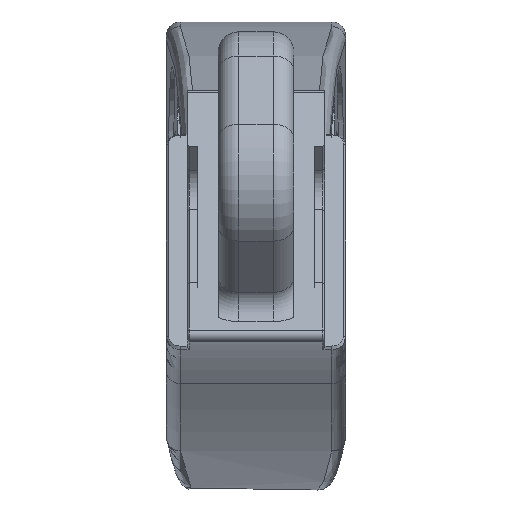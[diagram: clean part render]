
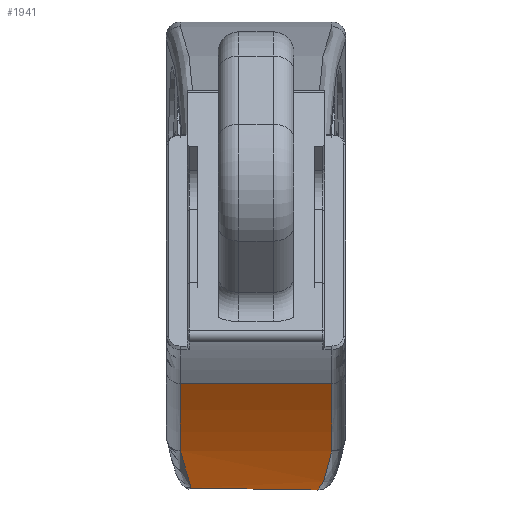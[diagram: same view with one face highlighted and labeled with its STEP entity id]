
A CAD part, left-side view. The second image highlights one B-rep face of the part: STEP entity #1941.
In plain terms, the highlighted cylindrical face has radius 365 mm (diameter 730 mm), a partial arc.
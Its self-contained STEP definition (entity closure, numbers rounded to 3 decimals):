
#92 = FACE_OUTER_BOUND ( 'NONE', #11363, .T. ) ;
#95 = CARTESIAN_POINT ( 'NONE',  ( 136.041, 21.92, -47.696 ) ) ;
#109 = CARTESIAN_POINT ( 'NONE',  ( 66.608, 24., -41.778 ) ) ;
#154 = CARTESIAN_POINT ( 'NONE',  ( 94.268, 22.978, -45.9 ) ) ;
#513 = ORIENTED_EDGE ( 'NONE', *, *, #2319, .T. ) ;
#718 = DIRECTION ( 'NONE',  ( 0., -1., 0. ) ) ;
#989 = VERTEX_POINT ( 'NONE', #12248 ) ;
#1075 = B_SPLINE_CURVE_WITH_KNOTS ( 'NONE', 3,
 ( #1991, #8703, #154, #7760, #95, #11419, #9641, #2049, #2927, #2869, #1104, #10523 ),
 .UNSPECIFIED., .F., .F.,
 ( 4, 2, 2, 2, 2, 4 ),
 ( 0., 0.042, 0.084, 0.105, 0.125, 0.167 ),
 .UNSPECIFIED. ) ;
#1104 = CARTESIAN_POINT ( 'NONE',  ( 219.045, 21.396, -36.911 ) ) ;
#1240 = LINE ( 'NONE', #7273, #12289 ) ;
#1400 = EDGE_CURVE ( 'NONE', #10681, #989, #2925, .T. ) ;
#1723 = AXIS2_PLACEMENT_3D ( 'NONE', #3868, #7638, #8637 ) ;
#1941 = ADVANCED_FACE ( 'NONE', ( #92 ), #5748, .T. ) ;
#1991 = CARTESIAN_POINT ( 'NONE',  ( 66.608, 24., -41.778 ) ) ;
#2049 = CARTESIAN_POINT ( 'NONE',  ( 177.91, 21.415, -44.477 ) ) ;
#2239 = CARTESIAN_POINT ( 'NONE',  ( 130.787, 24., 317.536 ) ) ;
#2310 = ORIENTED_EDGE ( 'NONE', *, *, #4690, .T. ) ;
#2319 = EDGE_CURVE ( 'NONE', #6673, #10681, #8919, .T. ) ;
#2411 = CARTESIAN_POINT ( 'NONE',  ( 177.944, 4.606, -44.674 ) ) ;
#2869 = CARTESIAN_POINT ( 'NONE',  ( 205.433, 21.338, -40.022 ) ) ;
#2925 = CIRCLE ( 'NONE', #10540, 365. ) ;
#2927 = CARTESIAN_POINT ( 'NONE',  ( 184.816, 21.38, -43.511 ) ) ;
#3282 = CARTESIAN_POINT ( 'NONE',  ( 205.433, 4.662, -40.022 ) ) ;
#3817 = DIRECTION ( 'NONE',  ( 0., 0., 1. ) ) ;
#3868 = CARTESIAN_POINT ( 'NONE',  ( 130.787, -2., 317.536 ) ) ;
#3961 = ORIENTED_EDGE ( 'NONE', *, *, #1400, .T. ) ;
#4098 = CARTESIAN_POINT ( 'NONE',  ( 219.045, 4.604, -36.911 ) ) ;
#4288 = VERTEX_POINT ( 'NONE', #5387 ) ;
#4345 = CARTESIAN_POINT ( 'NONE',  ( 136.043, 4.08, -47.696 ) ) ;
#4362 = AXIS2_PLACEMENT_3D ( 'NONE', #2239, #718, #8322 ) ;
#4690 = EDGE_CURVE ( 'NONE', #989, #4288, #7438, .T. ) ;
#4725 = CARTESIAN_POINT ( 'NONE',  ( 66.608, 2., -41.778 ) ) ;
#4963 = CIRCLE ( 'NONE', #4362, 365. ) ;
#5166 = CARTESIAN_POINT ( 'NONE',  ( 94.268, 3.022, -45.9 ) ) ;
#5387 = CARTESIAN_POINT ( 'NONE',  ( 25.726, 24., -32.017 ) ) ;
#5430 = ORIENTED_EDGE ( 'NONE', *, *, #9247, .T. ) ;
#5626 = CARTESIAN_POINT ( 'NONE',  ( 232.521, 4.464, -33. ) ) ;
#5748 = CYLINDRICAL_SURFACE ( 'NONE', #1723, 365. ) ;
#6516 = DIRECTION ( 'NONE',  ( 0., 1., 0. ) ) ;
#6673 = VERTEX_POINT ( 'NONE', #5626 ) ;
#6982 = VECTOR ( 'NONE', #10024, 1000. ) ;
#6988 = CARTESIAN_POINT ( 'NONE',  ( 122.084, 3.785, -47.627 ) ) ;
#7177 = CARTESIAN_POINT ( 'NONE',  ( 164.067, 4.492, -46.215 ) ) ;
#7273 = CARTESIAN_POINT ( 'NONE',  ( 232.521, -2., -33. ) ) ;
#7438 = LINE ( 'NONE', #11274, #6982 ) ;
#7638 = DIRECTION ( 'NONE',  ( 0., 1., 0. ) ) ;
#7760 = CARTESIAN_POINT ( 'NONE',  ( 122.082, 22.215, -47.627 ) ) ;
#7927 = CARTESIAN_POINT ( 'NONE',  ( 66.608, 2., -41.778 ) ) ;
#8047 = VERTEX_POINT ( 'NONE', #8685 ) ;
#8322 = DIRECTION ( 'NONE',  ( 0., 0., 1. ) ) ;
#8637 = DIRECTION ( 'NONE',  ( 0., 0., 1. ) ) ;
#8685 = CARTESIAN_POINT ( 'NONE',  ( 232.521, 21.536, -33. ) ) ;
#8703 = CARTESIAN_POINT ( 'NONE',  ( 80.412, 23.446, -44.243 ) ) ;
#8919 = B_SPLINE_CURVE_WITH_KNOTS ( 'NONE', 3,
 ( #11892, #4098, #3282, #2411, #7177, #4345, #6988, #5166, #12020, #7927 ),
 .UNSPECIFIED., .F., .F.,
 ( 4, 2, 2, 2, 4 ),
 ( 0., 0.042, 0.084, 0.125, 0.167 ),
 .UNSPECIFIED. ) ;
#9042 = EDGE_CURVE ( 'NONE', #9798, #8047, #1075, .T. ) ;
#9149 = ORIENTED_EDGE ( 'NONE', *, *, #9042, .T. ) ;
#9247 = EDGE_CURVE ( 'NONE', #4288, #9798, #4963, .T. ) ;
#9641 = CARTESIAN_POINT ( 'NONE',  ( 164.031, 21.531, -46.014 ) ) ;
#9798 = VERTEX_POINT ( 'NONE', #109 ) ;
#10024 = DIRECTION ( 'NONE',  ( 0., 1., 0. ) ) ;
#10523 = CARTESIAN_POINT ( 'NONE',  ( 232.521, 21.536, -33. ) ) ;
#10540 = AXIS2_PLACEMENT_3D ( 'NONE', #11609, #6516, #3817 ) ;
#10681 = VERTEX_POINT ( 'NONE', #4725 ) ;
#11113 = DIRECTION ( 'NONE',  ( 0., 1., 0. ) ) ;
#11249 = ORIENTED_EDGE ( 'NONE', *, *, #11301, .F. ) ;
#11274 = CARTESIAN_POINT ( 'NONE',  ( 25.726, -2., -32.017 ) ) ;
#11301 = EDGE_CURVE ( 'NONE', #6673, #8047, #1240, .T. ) ;
#11363 = EDGE_LOOP ( 'NONE', ( #11249, #513, #3961, #2310, #5430, #9149 ) ) ;
#11419 = CARTESIAN_POINT ( 'NONE',  ( 157.057, 21.611, -46.585 ) ) ;
#11609 = CARTESIAN_POINT ( 'NONE',  ( 130.787, 2., 317.536 ) ) ;
#11892 = CARTESIAN_POINT ( 'NONE',  ( 232.521, 4.464, -33. ) ) ;
#12020 = CARTESIAN_POINT ( 'NONE',  ( 80.412, 2.554, -44.243 ) ) ;
#12248 = CARTESIAN_POINT ( 'NONE',  ( 25.726, 2., -32.017 ) ) ;
#12289 = VECTOR ( 'NONE', #11113, 1000. ) ;
